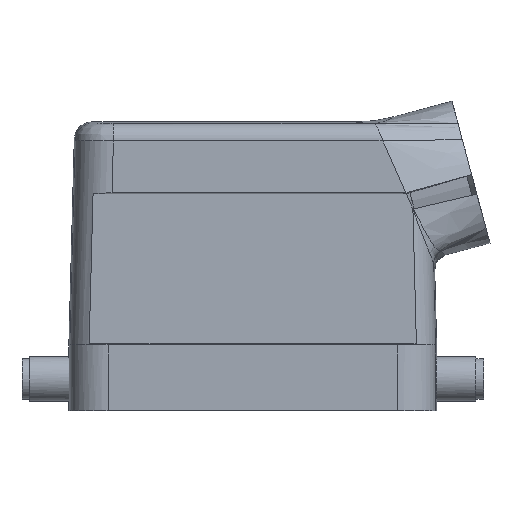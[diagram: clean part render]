
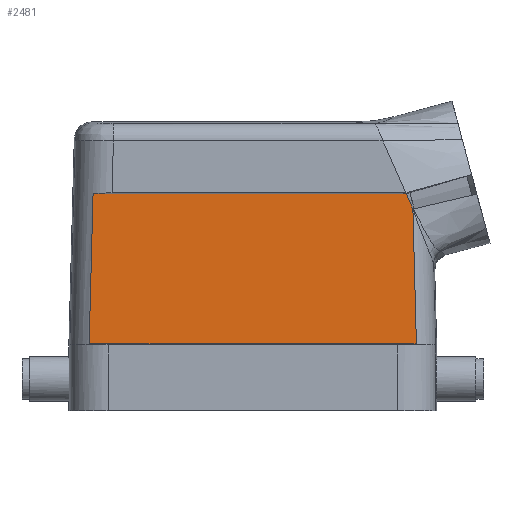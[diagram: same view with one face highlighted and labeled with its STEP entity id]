
A CAD part, front view. The second image highlights one B-rep face of the part: STEP entity #2481.
In plain terms, the highlighted planar face has unit normal (0, -1, 0.015).
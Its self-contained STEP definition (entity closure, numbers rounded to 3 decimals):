
#948=LINE('',#9019,#1412);
#949=LINE('',#9021,#1413);
#950=LINE('',#9023,#1414);
#951=LINE('',#9025,#1415);
#952=LINE('',#9027,#1416);
#953=LINE('',#9029,#1417);
#1412=VECTOR('',#7069,1.);
#1413=VECTOR('',#7070,1.);
#1414=VECTOR('',#7071,1.);
#1415=VECTOR('',#7072,1.);
#1416=VECTOR('',#7073,1.);
#1417=VECTOR('',#7074,1.);
#1796=B_SPLINE_CURVE_WITH_KNOTS('',3,(#9013,#9014,#9015,#9016),
 .UNSPECIFIED.,.F.,.F.,(4,4),(0.,1.),.UNSPECIFIED.);
#1797=B_SPLINE_CURVE_WITH_KNOTS('',3,(#9031,#9032,#9033,#9034),
 .UNSPECIFIED.,.F.,.F.,(4,4),(0.,1.),.UNSPECIFIED.);
#2014=PLANE('',#6530);
#2187=FACE_OUTER_BOUND('',#2956,.T.);
#2481=ADVANCED_FACE('',(#2187),#2014,.T.);
#2956=EDGE_LOOP('',(#3511,#3512,#3513,#3514,#3515,#3516,#3517,#3518));
#3511=ORIENTED_EDGE('',*,*,#5683,.T.);
#3512=ORIENTED_EDGE('',*,*,#5684,.T.);
#3513=ORIENTED_EDGE('',*,*,#5685,.F.);
#3514=ORIENTED_EDGE('',*,*,#5686,.F.);
#3515=ORIENTED_EDGE('',*,*,#5687,.F.);
#3516=ORIENTED_EDGE('',*,*,#5688,.F.);
#3517=ORIENTED_EDGE('',*,*,#5689,.F.);
#3518=ORIENTED_EDGE('',*,*,#5690,.T.);
#5134=VERTEX_POINT('',#9017);
#5135=VERTEX_POINT('',#9018);
#5136=VERTEX_POINT('',#9020);
#5137=VERTEX_POINT('',#9022);
#5138=VERTEX_POINT('',#9024);
#5139=VERTEX_POINT('',#9026);
#5140=VERTEX_POINT('',#9028);
#5141=VERTEX_POINT('',#9030);
#5683=EDGE_CURVE('',#5134,#5135,#1796,.T.);
#5684=EDGE_CURVE('',#5135,#5136,#948,.T.);
#5685=EDGE_CURVE('',#5137,#5136,#949,.T.);
#5686=EDGE_CURVE('',#5138,#5137,#950,.T.);
#5687=EDGE_CURVE('',#5139,#5138,#951,.T.);
#5688=EDGE_CURVE('',#5140,#5139,#952,.T.);
#5689=EDGE_CURVE('',#5141,#5140,#953,.T.);
#5690=EDGE_CURVE('',#5141,#5134,#1797,.T.);
#6530=AXIS2_PLACEMENT_3D('',#9035,#7075,#7076);
#7069=DIRECTION('',(-1.,0.,0.));
#7070=DIRECTION('',(0.026,0.015,1.));
#7071=DIRECTION('',(-1.,0.,0.));
#7072=DIRECTION('',(-1.,0.,0.));
#7073=DIRECTION('',(-1.,0.,0.));
#7074=DIRECTION('',(0.026,-0.015,-1.));
#7075=DIRECTION('',(0.,-1.,0.015));
#7076=DIRECTION('',(0.,-0.015,-1.));
#9013=CARTESIAN_POINT('',(31.603,-20.104,30.663));
#9014=CARTESIAN_POINT('',(31.162,-20.089,31.667));
#9015=CARTESIAN_POINT('',(30.722,-20.074,32.67));
#9016=CARTESIAN_POINT('',(30.281,-20.059,33.674));
#9017=CARTESIAN_POINT('',(31.603,-20.104,30.663));
#9018=CARTESIAN_POINT('',(30.281,-20.059,33.674));
#9019=CARTESIAN_POINT('',(36.3,-20.059,33.674));
#9020=CARTESIAN_POINT('',(-31.524,-20.059,33.674));
#9021=CARTESIAN_POINT('',(-31.111,-19.824,49.583));
#9022=CARTESIAN_POINT('',(-32.293,-20.497,4.027));
#9023=CARTESIAN_POINT('',(36.3,-20.497,4.027));
#9024=CARTESIAN_POINT('',(-31.764,-20.497,4.027));
#9025=CARTESIAN_POINT('',(36.3,-20.497,4.027));
#9026=CARTESIAN_POINT('',(31.764,-20.497,4.027));
#9027=CARTESIAN_POINT('',(36.3,-20.497,4.027));
#9028=CARTESIAN_POINT('',(32.293,-20.497,4.027));
#9029=CARTESIAN_POINT('',(32.292,-20.497,4.049));
#9030=CARTESIAN_POINT('',(31.606,-20.106,30.529));
#9031=CARTESIAN_POINT('',(31.606,-20.106,30.529));
#9032=CARTESIAN_POINT('',(31.604,-20.105,30.574));
#9033=CARTESIAN_POINT('',(31.604,-20.104,30.618));
#9034=CARTESIAN_POINT('',(31.603,-20.104,30.663));
#9035=CARTESIAN_POINT('',(36.3,-20.497,4.027));
